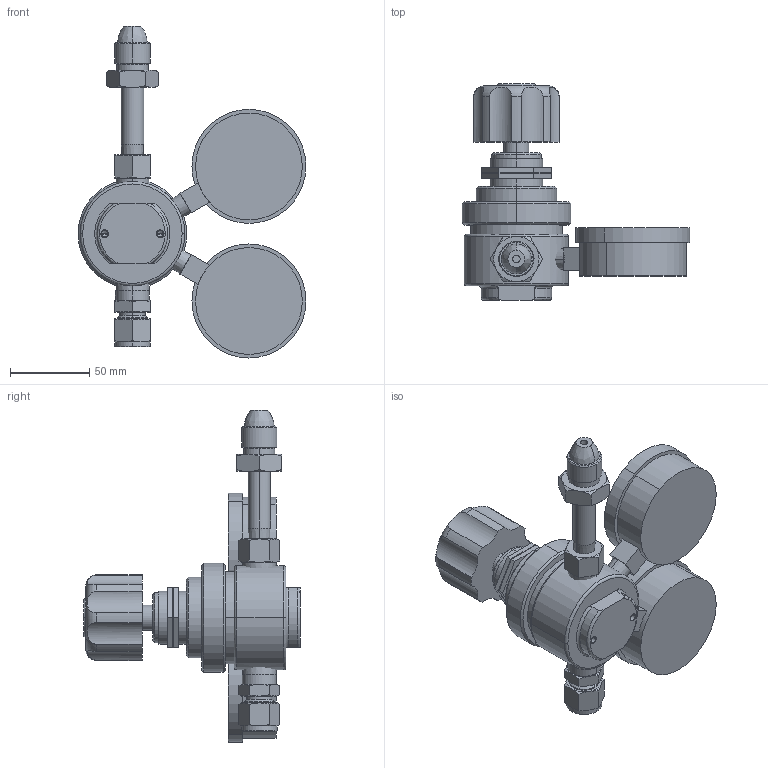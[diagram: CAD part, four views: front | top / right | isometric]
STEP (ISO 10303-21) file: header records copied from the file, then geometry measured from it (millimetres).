
FILE_DESCRIPTION((''),'2;1');
FILE_NAME('M3241-580_ASM','2019-02-27T',('dlachman'),('MATHESON TRI-GAS'),'CREO PARAMETRIC BY PTC INC, 2018220','CREO PARAMETRIC BY PTC INC, 2018220','');
FILE_SCHEMA(('CONFIG_CONTROL_DESIGN'));
Length unit declared in the file: inch
Products named in the file (7): MREG-5044-BA; MBUS-0237-SA; MCON-0154-BO; MGAG-0031-BA; MGAG-0034-BA; MCNN-0290-BA; M3241-580_ASM
Assembly tree (6 placements, depth 2):
  M3241-580_ASM
    MREG-5044-BA
    MBUS-0237-SA
    MCON-0154-BO
    MGAG-0031-BA
    MGAG-0034-BA
    MCNN-0290-BA
Bounding box: 143.7 x 136.65 x 209.3 mm (x, y, z)
Volume: 561238.5 mm3; surface area: 92550 mm2
Topology: 6 solids, 8 shells, 292 faces, 652 edges, 402 vertices
Faces by surface type: cone 102, plane 92, cylinder 84, torus 12, bspline 2
Entity records: 9068 total; most frequent: CARTESIAN_POINT 2408, DIRECTION 1427, ORIENTED_EDGE 1288, EDGE_CURVE 648, AXIS2_PLACEMENT_3D 601, VERTEX_POINT 402, EDGE_LOOP 336, CIRCLE 296
